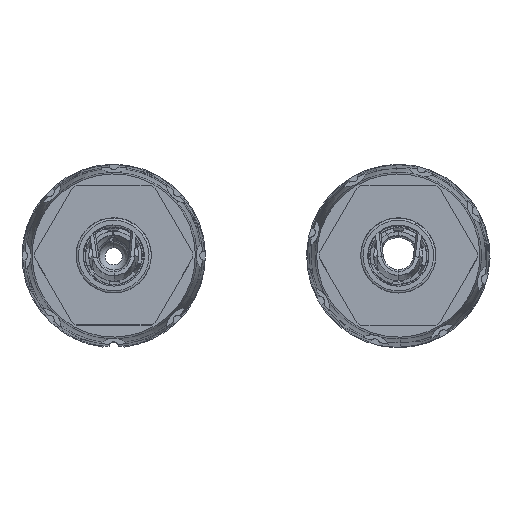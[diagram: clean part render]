
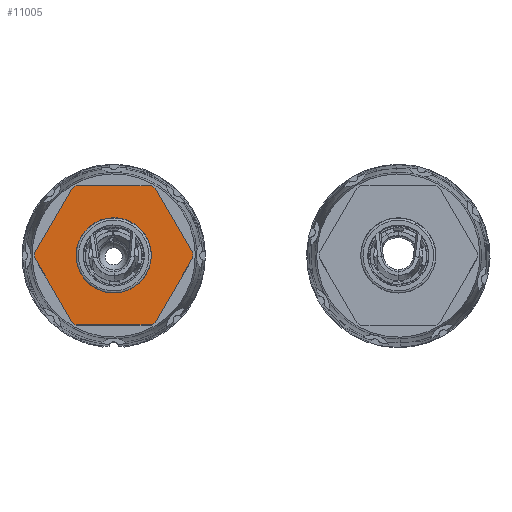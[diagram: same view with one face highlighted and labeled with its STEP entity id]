
A CAD part, top view. The second image highlights one B-rep face of the part: STEP entity #11005.
In plain terms, the highlighted planar face has unit normal (0, 0, 1).
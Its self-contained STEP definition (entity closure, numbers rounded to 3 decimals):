
#8647=AXIS2_PLACEMENT_3D('Circle Axis2P3D',#8645,#8646,$) ;
#8705=AXIS2_PLACEMENT_3D('Circle Axis2P3D',#8703,#8704,$) ;
#8726=AXIS2_PLACEMENT_3D('Circle Axis2P3D',#8724,#8725,$) ;
#8752=AXIS2_PLACEMENT_3D('Circle Axis2P3D',#8750,#8751,$) ;
#8810=AXIS2_PLACEMENT_3D('Circle Axis2P3D',#8808,#8809,$) ;
#8831=AXIS2_PLACEMENT_3D('Circle Axis2P3D',#8829,#8830,$) ;
#10939=AXIS2_PLACEMENT_3D('Plane Axis2P3D',#10936,#10937,#10938) ;
#10957=AXIS2_PLACEMENT_3D('Circle Axis2P3D',#10955,#10956,$) ;
#10966=AXIS2_PLACEMENT_3D('Circle Axis2P3D',#10964,#10965,$) ;
#10973=AXIS2_PLACEMENT_3D('Circle Axis2P3D',#10971,#10972,$) ;
#10980=AXIS2_PLACEMENT_3D('Circle Axis2P3D',#10978,#10979,$) ;
#10987=AXIS2_PLACEMENT_3D('Circle Axis2P3D',#10985,#10986,$) ;
#10994=AXIS2_PLACEMENT_3D('Circle Axis2P3D',#10992,#10993,$) ;
#8645=CARTESIAN_POINT('Axis2P3D Location',(9.75,9.75,75.35)) ;
#8649=CARTESIAN_POINT('Vertex',(5.329,16.892,75.35)) ;
#8651=CARTESIAN_POINT('Vertex',(5.775,17.15,75.35)) ;
#8686=CARTESIAN_POINT('Vertex',(14.171,16.892,75.35)) ;
#8700=CARTESIAN_POINT('Vertex',(13.725,17.15,75.35)) ;
#8703=CARTESIAN_POINT('Axis2P3D Location',(9.75,9.75,75.35)) ;
#8721=CARTESIAN_POINT('Vertex',(18.146,10.008,75.35)) ;
#8724=CARTESIAN_POINT('Axis2P3D Location',(9.75,9.75,75.35)) ;
#8728=CARTESIAN_POINT('Vertex',(18.146,9.492,75.35)) ;
#8750=CARTESIAN_POINT('Axis2P3D Location',(9.75,9.75,75.35)) ;
#8754=CARTESIAN_POINT('Vertex',(14.171,2.608,75.35)) ;
#8756=CARTESIAN_POINT('Vertex',(13.725,2.35,75.35)) ;
#8791=CARTESIAN_POINT('Vertex',(5.329,2.608,75.35)) ;
#8805=CARTESIAN_POINT('Vertex',(5.775,2.35,75.35)) ;
#8808=CARTESIAN_POINT('Axis2P3D Location',(9.75,9.75,75.35)) ;
#8824=CARTESIAN_POINT('Vertex',(1.354,9.492,75.35)) ;
#8829=CARTESIAN_POINT('Axis2P3D Location',(9.75,9.75,75.35)) ;
#8833=CARTESIAN_POINT('Vertex',(1.354,10.008,75.35)) ;
#10811=CARTESIAN_POINT('Line Origine',(3.341,6.05,75.35)) ;
#10828=CARTESIAN_POINT('Line Origine',(9.75,2.35,75.35)) ;
#10845=CARTESIAN_POINT('Line Origine',(3.341,13.45,75.35)) ;
#10862=CARTESIAN_POINT('Line Origine',(16.159,6.05,75.35)) ;
#10879=CARTESIAN_POINT('Line Origine',(16.159,13.45,75.35)) ;
#10896=CARTESIAN_POINT('Line Origine',(9.75,17.15,75.35)) ;
#10936=CARTESIAN_POINT('Axis2P3D Location',(9.75,9.75,75.35)) ;
#10955=CARTESIAN_POINT('Axis2P3D Location',(9.75,9.75,75.35)) ;
#10959=CARTESIAN_POINT('Vertex',(13.75,9.75,75.35)) ;
#10961=CARTESIAN_POINT('Vertex',(13.26,11.668,75.35)) ;
#10964=CARTESIAN_POINT('Axis2P3D Location',(9.75,9.75,75.35)) ;
#10968=CARTESIAN_POINT('Vertex',(9.75,5.75,75.35)) ;
#10971=CARTESIAN_POINT('Axis2P3D Location',(9.75,9.75,75.35)) ;
#10975=CARTESIAN_POINT('Vertex',(6.24,7.832,75.35)) ;
#10978=CARTESIAN_POINT('Axis2P3D Location',(9.75,9.75,75.35)) ;
#10982=CARTESIAN_POINT('Vertex',(5.75,9.75,75.35)) ;
#10985=CARTESIAN_POINT('Axis2P3D Location',(9.75,9.75,75.35)) ;
#10989=CARTESIAN_POINT('Vertex',(9.75,13.75,75.35)) ;
#10992=CARTESIAN_POINT('Axis2P3D Location',(9.75,9.75,75.35)) ;
#8646=DIRECTION('Axis2P3D Direction',(0.,-0.,-1.)) ;
#8704=DIRECTION('Axis2P3D Direction',(0.,-0.,-1.)) ;
#8725=DIRECTION('Axis2P3D Direction',(0.,-0.,-1.)) ;
#8751=DIRECTION('Axis2P3D Direction',(0.,-0.,-1.)) ;
#8809=DIRECTION('Axis2P3D Direction',(0.,-0.,-1.)) ;
#8830=DIRECTION('Axis2P3D Direction',(0.,-0.,-1.)) ;
#10812=DIRECTION('Vector Direction',(-0.5,0.866,0.)) ;
#10829=DIRECTION('Vector Direction',(-1.,0.,0.)) ;
#10846=DIRECTION('Vector Direction',(-0.5,-0.866,0.)) ;
#10863=DIRECTION('Vector Direction',(0.5,0.866,0.)) ;
#10880=DIRECTION('Vector Direction',(0.5,-0.866,0.)) ;
#10897=DIRECTION('Vector Direction',(1.,0.,0.)) ;
#10937=DIRECTION('Axis2P3D Direction',(0.,-0.,-1.)) ;
#10938=DIRECTION('Axis2P3D XDirection',(0.,-1.,0.)) ;
#10956=DIRECTION('Axis2P3D Direction',(0.,-0.,-1.)) ;
#10965=DIRECTION('Axis2P3D Direction',(0.,-0.,-1.)) ;
#10972=DIRECTION('Axis2P3D Direction',(0.,-0.,-1.)) ;
#10979=DIRECTION('Axis2P3D Direction',(0.,-0.,-1.)) ;
#10986=DIRECTION('Axis2P3D Direction',(0.,-0.,-1.)) ;
#10993=DIRECTION('Axis2P3D Direction',(0.,-0.,-1.)) ;
#10813=VECTOR('Line Direction',#10812,1.) ;
#10830=VECTOR('Line Direction',#10829,1.) ;
#10847=VECTOR('Line Direction',#10846,1.) ;
#10864=VECTOR('Line Direction',#10863,1.) ;
#10881=VECTOR('Line Direction',#10880,1.) ;
#10898=VECTOR('Line Direction',#10897,1.) ;
#10942=ORIENTED_EDGE('',*,*,#8653,.F.) ;
#10943=ORIENTED_EDGE('',*,*,#10849,.T.) ;
#10944=ORIENTED_EDGE('',*,*,#8835,.F.) ;
#10945=ORIENTED_EDGE('',*,*,#10815,.F.) ;
#10946=ORIENTED_EDGE('',*,*,#8812,.F.) ;
#10947=ORIENTED_EDGE('',*,*,#10832,.F.) ;
#10948=ORIENTED_EDGE('',*,*,#8758,.F.) ;
#10949=ORIENTED_EDGE('',*,*,#10866,.T.) ;
#10950=ORIENTED_EDGE('',*,*,#8730,.F.) ;
#10951=ORIENTED_EDGE('',*,*,#10883,.F.) ;
#10952=ORIENTED_EDGE('',*,*,#8707,.F.) ;
#10953=ORIENTED_EDGE('',*,*,#10900,.F.) ;
#10998=ORIENTED_EDGE('',*,*,#10963,.F.) ;
#10999=ORIENTED_EDGE('',*,*,#10970,.F.) ;
#11000=ORIENTED_EDGE('',*,*,#10977,.F.) ;
#11001=ORIENTED_EDGE('',*,*,#10984,.F.) ;
#11002=ORIENTED_EDGE('',*,*,#10991,.F.) ;
#11003=ORIENTED_EDGE('',*,*,#10996,.F.) ;
#11004=FACE_BOUND('',#10997,.T.) ;
#11005=ADVANCED_FACE('1530700000.1\\SFGH_WM4_C.1\\TPCB-4PLUS NUT.1\\Koerper.2',(#10954,#11004),#10940,.F.) ;
#8648=CIRCLE('generated circle',#8647,8.4) ;
#8706=CIRCLE('generated circle',#8705,8.4) ;
#8727=CIRCLE('generated circle',#8726,8.4) ;
#8753=CIRCLE('generated circle',#8752,8.4) ;
#8811=CIRCLE('generated circle',#8810,8.4) ;
#8832=CIRCLE('generated circle',#8831,8.4) ;
#10958=CIRCLE('generated circle',#10957,4.) ;
#10967=CIRCLE('generated circle',#10966,4.) ;
#10974=CIRCLE('generated circle',#10973,4.) ;
#10981=CIRCLE('generated circle',#10980,4.) ;
#10988=CIRCLE('generated circle',#10987,4.) ;
#10995=CIRCLE('generated circle',#10994,4.) ;
#8653=EDGE_CURVE('',#8650,#8652,#8648,.T.) ;
#8707=EDGE_CURVE('',#8701,#8687,#8706,.T.) ;
#8730=EDGE_CURVE('',#8722,#8729,#8727,.T.) ;
#8758=EDGE_CURVE('',#8755,#8757,#8753,.T.) ;
#8812=EDGE_CURVE('',#8806,#8792,#8811,.T.) ;
#8835=EDGE_CURVE('',#8825,#8834,#8832,.T.) ;
#10815=EDGE_CURVE('',#8792,#8825,#10814,.T.) ;
#10832=EDGE_CURVE('',#8757,#8806,#10831,.T.) ;
#10849=EDGE_CURVE('',#8650,#8834,#10848,.T.) ;
#10866=EDGE_CURVE('',#8755,#8729,#10865,.T.) ;
#10883=EDGE_CURVE('',#8687,#8722,#10882,.T.) ;
#10900=EDGE_CURVE('',#8652,#8701,#10899,.T.) ;
#10963=EDGE_CURVE('',#10960,#10962,#10958,.F.) ;
#10970=EDGE_CURVE('',#10969,#10960,#10967,.F.) ;
#10977=EDGE_CURVE('',#10976,#10969,#10974,.F.) ;
#10984=EDGE_CURVE('',#10983,#10976,#10981,.F.) ;
#10991=EDGE_CURVE('',#10990,#10983,#10988,.F.) ;
#10996=EDGE_CURVE('',#10962,#10990,#10995,.F.) ;
#10941=EDGE_LOOP('',(#10942,#10943,#10944,#10945,#10946,#10947,#10948,#10949,#10950,#10951,#10952,#10953)) ;
#10997=EDGE_LOOP('',(#10998,#10999,#11000,#11001,#11002,#11003)) ;
#10954=FACE_OUTER_BOUND('',#10941,.T.) ;
#10814=LINE('Line',#10811,#10813) ;
#10831=LINE('Line',#10828,#10830) ;
#10848=LINE('Line',#10845,#10847) ;
#10865=LINE('Line',#10862,#10864) ;
#10882=LINE('Line',#10879,#10881) ;
#10899=LINE('Line',#10896,#10898) ;
#10940=PLANE('',#10939) ;
#8650=VERTEX_POINT('',#8649) ;
#8652=VERTEX_POINT('',#8651) ;
#8687=VERTEX_POINT('',#8686) ;
#8701=VERTEX_POINT('',#8700) ;
#8722=VERTEX_POINT('',#8721) ;
#8729=VERTEX_POINT('',#8728) ;
#8755=VERTEX_POINT('',#8754) ;
#8757=VERTEX_POINT('',#8756) ;
#8792=VERTEX_POINT('',#8791) ;
#8806=VERTEX_POINT('',#8805) ;
#8825=VERTEX_POINT('',#8824) ;
#8834=VERTEX_POINT('',#8833) ;
#10960=VERTEX_POINT('',#10959) ;
#10962=VERTEX_POINT('',#10961) ;
#10969=VERTEX_POINT('',#10968) ;
#10976=VERTEX_POINT('',#10975) ;
#10983=VERTEX_POINT('',#10982) ;
#10990=VERTEX_POINT('',#10989) ;
